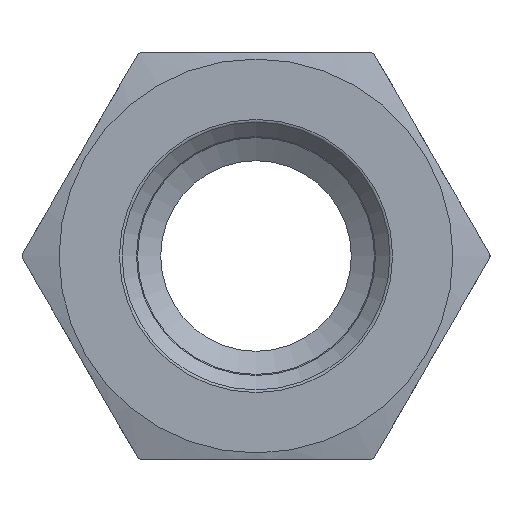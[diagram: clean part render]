
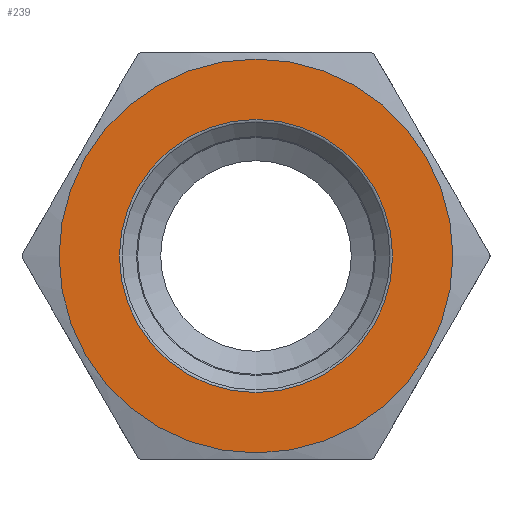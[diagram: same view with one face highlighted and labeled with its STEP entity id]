
A CAD part, left-side view. The second image highlights one B-rep face of the part: STEP entity #239.
In plain terms, the highlighted planar face has unit normal (-1, 0, 0).
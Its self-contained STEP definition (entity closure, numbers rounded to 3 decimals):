
#149=FACE_BOUND('',#317,.T.);
#150=FACE_BOUND('',#318,.T.);
#202=CIRCLE('',#654,15.5);
#203=CIRCLE('',#656,10.752);
#239=ADVANCED_FACE('',(#149,#150),#254,.F.);
#254=PLANE('',#657);
#317=EDGE_LOOP('',(#449));
#318=EDGE_LOOP('',(#450));
#449=ORIENTED_EDGE('',*,*,#564,.T.);
#450=ORIENTED_EDGE('',*,*,#563,.T.);
#503=VERTEX_POINT('',#1007);
#504=VERTEX_POINT('',#1010);
#563=EDGE_CURVE('',#503,#503,#202,.T.);
#564=EDGE_CURVE('',#504,#504,#203,.T.);
#654=AXIS2_PLACEMENT_3D('',#1006,#801,#802);
#656=AXIS2_PLACEMENT_3D('',#1009,#805,#806);
#657=AXIS2_PLACEMENT_3D('',#1011,#807,#808);
#801=DIRECTION('',(-1.,0.,0.));
#802=DIRECTION('',(0.,0.,1.));
#805=DIRECTION('',(1.,0.,0.));
#806=DIRECTION('',(0.,0.,-1.));
#807=DIRECTION('',(1.,0.,0.));
#808=DIRECTION('',(0.,0.,-1.));
#1006=CARTESIAN_POINT('',(0.,0.,0.));
#1007=CARTESIAN_POINT('',(0.,0.,15.5));
#1009=CARTESIAN_POINT('',(0.,0.,0.));
#1010=CARTESIAN_POINT('',(0.,0.,-10.752));
#1011=CARTESIAN_POINT('',(0.,0.,0.));
